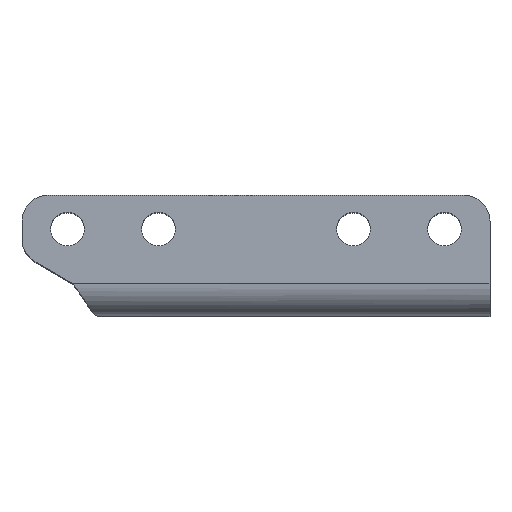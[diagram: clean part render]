
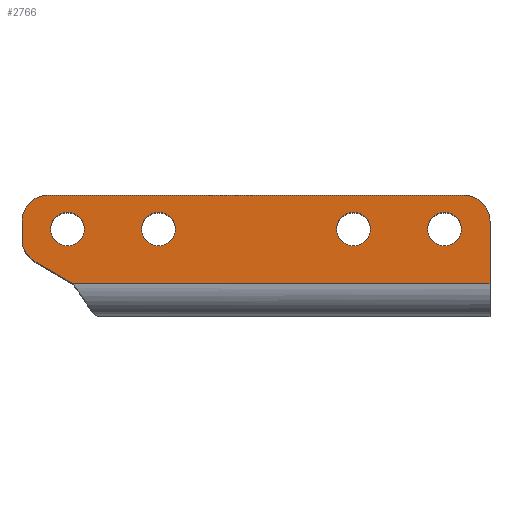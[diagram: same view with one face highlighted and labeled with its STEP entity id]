
A CAD part, top view. The second image highlights one B-rep face of the part: STEP entity #2766.
In plain terms, the highlighted planar face has unit normal (0, 0, 1).
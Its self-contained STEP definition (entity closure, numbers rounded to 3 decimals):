
#810=CARTESIAN_POINT('',(-17.592,2.5,19.));
#812=DIRECTION('',(-1.,0.,0.));
#813=VECTOR('',#812,32.092);
#814=CARTESIAN_POINT('',(14.5,2.5,19.));
#815=LINE('',#814,#813);
#874=DIRECTION('',(0.,-1.,0.));
#875=VECTOR('',#874,4.8);
#876=CARTESIAN_POINT('',(14.5,7.3,19.));
#877=LINE('',#876,#875);
#878=CARTESIAN_POINT('',(4.,6.7,19.));
#879=DIRECTION('',(0.,0.,-1.));
#880=DIRECTION('',(-1.,0.,0.));
#881=AXIS2_PLACEMENT_3D('',#878,#879,#880);
#883=CARTESIAN_POINT('',(4.,6.7,19.));
#884=DIRECTION('',(0.,0.,-1.));
#885=DIRECTION('',(1.,0.,0.));
#886=AXIS2_PLACEMENT_3D('',#883,#884,#885);
#888=CARTESIAN_POINT('',(-18.,6.7,19.));
#889=DIRECTION('',(0.,0.,-1.));
#890=DIRECTION('',(-1.,0.,0.));
#891=AXIS2_PLACEMENT_3D('',#888,#889,#890);
#893=CARTESIAN_POINT('',(-18.,6.7,19.));
#894=DIRECTION('',(0.,0.,-1.));
#895=DIRECTION('',(1.,0.,0.));
#896=AXIS2_PLACEMENT_3D('',#893,#894,#895);
#898=CARTESIAN_POINT('',(11.,6.7,19.));
#899=DIRECTION('',(0.,0.,-1.));
#900=DIRECTION('',(-1.,0.,0.));
#901=AXIS2_PLACEMENT_3D('',#898,#899,#900);
#903=CARTESIAN_POINT('',(11.,6.7,19.));
#904=DIRECTION('',(0.,0.,-1.));
#905=DIRECTION('',(1.,0.,0.));
#906=AXIS2_PLACEMENT_3D('',#903,#904,#905);
#908=CARTESIAN_POINT('',(-11.,6.7,19.));
#909=DIRECTION('',(0.,0.,-1.));
#910=DIRECTION('',(-1.,0.,0.));
#911=AXIS2_PLACEMENT_3D('',#908,#909,#910);
#913=CARTESIAN_POINT('',(-11.,6.7,19.));
#914=DIRECTION('',(0.,0.,-1.));
#915=DIRECTION('',(1.,0.,0.));
#916=AXIS2_PLACEMENT_3D('',#913,#914,#915);
#918=CARTESIAN_POINT('',(12.5,7.3,19.));
#919=DIRECTION('',(0.,0.,1.));
#920=DIRECTION('',(1.,0.,0.));
#921=AXIS2_PLACEMENT_3D('',#918,#919,#920);
#923=DIRECTION('',(0.866,-0.5,0.));
#924=VECTOR('',#923,3.357);
#925=CARTESIAN_POINT('',(-20.5,4.179,19.));
#926=LINE('',#925,#924);
#927=CARTESIAN_POINT('',(-19.5,5.911,19.));
#928=DIRECTION('',(0.,0.,1.));
#929=DIRECTION('',(-1.,0.,0.));
#930=AXIS2_PLACEMENT_3D('',#927,#928,#929);
#932=CARTESIAN_POINT('',(-19.5,7.3,19.));
#933=DIRECTION('',(0.,0.,1.));
#934=DIRECTION('',(0.,1.,0.));
#935=AXIS2_PLACEMENT_3D('',#932,#933,#934);
#937=DIRECTION('',(-1.,0.,0.));
#938=VECTOR('',#937,32.);
#939=CARTESIAN_POINT('',(12.5,9.3,19.));
#940=LINE('',#939,#938);
#1048=DIRECTION('',(0.,-1.,0.));
#1049=VECTOR('',#1048,1.389);
#1050=CARTESIAN_POINT('',(-21.5,7.3,19.));
#1051=LINE('',#1050,#1049);
#1486=CARTESIAN_POINT('',(14.5,7.3,19.));
#1487=CARTESIAN_POINT('',(12.5,9.3,19.));
#1488=VERTEX_POINT('',#1486);
#1489=VERTEX_POINT('',#1487);
#1494=CARTESIAN_POINT('',(-19.5,9.3,19.));
#1495=CARTESIAN_POINT('',(-21.5,7.3,19.));
#1496=VERTEX_POINT('',#1494);
#1497=VERTEX_POINT('',#1495);
#1510=CARTESIAN_POINT('',(14.5,2.5,19.));
#1511=VERTEX_POINT('',#1510);
#1582=CARTESIAN_POINT('',(2.7,6.7,19.));
#1583=CARTESIAN_POINT('',(5.3,6.7,19.));
#1584=VERTEX_POINT('',#1582);
#1585=VERTEX_POINT('',#1583);
#1598=CARTESIAN_POINT('',(-19.3,6.7,19.));
#1599=CARTESIAN_POINT('',(-16.7,6.7,19.));
#1600=VERTEX_POINT('',#1598);
#1601=VERTEX_POINT('',#1599);
#1614=CARTESIAN_POINT('',(9.7,6.7,19.));
#1616=VERTEX_POINT('',#1614);
#1618=CARTESIAN_POINT('',(12.3,6.7,19.));
#1620=VERTEX_POINT('',#1618);
#1622=CARTESIAN_POINT('',(-12.3,6.7,19.));
#1624=VERTEX_POINT('',#1622);
#1626=CARTESIAN_POINT('',(-9.7,6.7,19.));
#1628=VERTEX_POINT('',#1626);
#1667=VERTEX_POINT('',#810);
#1670=CARTESIAN_POINT('',(-21.5,5.911,19.));
#1671=VERTEX_POINT('',#1670);
#1678=CARTESIAN_POINT('',(-20.5,4.179,19.));
#1679=VERTEX_POINT('',#1678);
#2722=CARTESIAN_POINT('',(14.5,9.3,19.));
#2723=DIRECTION('',(0.,0.,1.));
#2724=DIRECTION('',(0.,-1.,0.));
#2725=AXIS2_PLACEMENT_3D('',#2722,#2723,#2724);
#2726=PLANE('',#2725);
#2727=ORIENTED_EDGE('',*,*,#2712,.F.);
#2728=ORIENTED_EDGE('',*,*,#2702,.T.);
#2729=ORIENTED_EDGE('',*,*,#2573,.T.);
#2731=ORIENTED_EDGE('',*,*,#2730,.F.);
#2733=ORIENTED_EDGE('',*,*,#2732,.F.);
#2735=ORIENTED_EDGE('',*,*,#2734,.F.);
#2737=ORIENTED_EDGE('',*,*,#2736,.F.);
#2739=ORIENTED_EDGE('',*,*,#2738,.F.);
#2740=EDGE_LOOP('',(#2727,#2728,#2729,#2731,#2733,#2735,#2737,#2739));
#2741=FACE_OUTER_BOUND('',#2740,.F.);
#2743=ORIENTED_EDGE('',*,*,#2742,.F.);
#2745=ORIENTED_EDGE('',*,*,#2744,.F.);
#2746=EDGE_LOOP('',(#2743,#2745));
#2747=FACE_BOUND('',#2746,.F.);
#2749=ORIENTED_EDGE('',*,*,#2748,.F.);
#2751=ORIENTED_EDGE('',*,*,#2750,.F.);
#2752=EDGE_LOOP('',(#2749,#2751));
#2753=FACE_BOUND('',#2752,.F.);
#2755=ORIENTED_EDGE('',*,*,#2754,.F.);
#2757=ORIENTED_EDGE('',*,*,#2756,.F.);
#2758=EDGE_LOOP('',(#2755,#2757));
#2759=FACE_BOUND('',#2758,.F.);
#2761=ORIENTED_EDGE('',*,*,#2760,.F.);
#2763=ORIENTED_EDGE('',*,*,#2762,.F.);
#2764=EDGE_LOOP('',(#2761,#2763));
#2765=FACE_BOUND('',#2764,.F.);
#2766=ADVANCED_FACE('',(#2741,#2747,#2753,#2759,#2765),#2726,.T.);
#882=CIRCLE('',#881,1.3);
#887=CIRCLE('',#886,1.3);
#892=CIRCLE('',#891,1.3);
#897=CIRCLE('',#896,1.3);
#902=CIRCLE('',#901,1.3);
#907=CIRCLE('',#906,1.3);
#912=CIRCLE('',#911,1.3);
#917=CIRCLE('',#916,1.3);
#922=CIRCLE('',#921,2.);
#931=CIRCLE('',#930,2.);
#936=CIRCLE('',#935,2.);
#2573=EDGE_CURVE('',#1511,#1667,#815,.T.);
#2702=EDGE_CURVE('',#1488,#1511,#877,.T.);
#2712=EDGE_CURVE('',#1488,#1489,#922,.T.);
#2730=EDGE_CURVE('',#1679,#1667,#926,.T.);
#2732=EDGE_CURVE('',#1671,#1679,#931,.T.);
#2734=EDGE_CURVE('',#1497,#1671,#1051,.T.);
#2736=EDGE_CURVE('',#1496,#1497,#936,.T.);
#2738=EDGE_CURVE('',#1489,#1496,#940,.T.);
#2742=EDGE_CURVE('',#1584,#1585,#882,.T.);
#2744=EDGE_CURVE('',#1585,#1584,#887,.T.);
#2748=EDGE_CURVE('',#1600,#1601,#892,.T.);
#2750=EDGE_CURVE('',#1601,#1600,#897,.T.);
#2754=EDGE_CURVE('',#1616,#1620,#902,.T.);
#2756=EDGE_CURVE('',#1620,#1616,#907,.T.);
#2760=EDGE_CURVE('',#1624,#1628,#912,.T.);
#2762=EDGE_CURVE('',#1628,#1624,#917,.T.);
